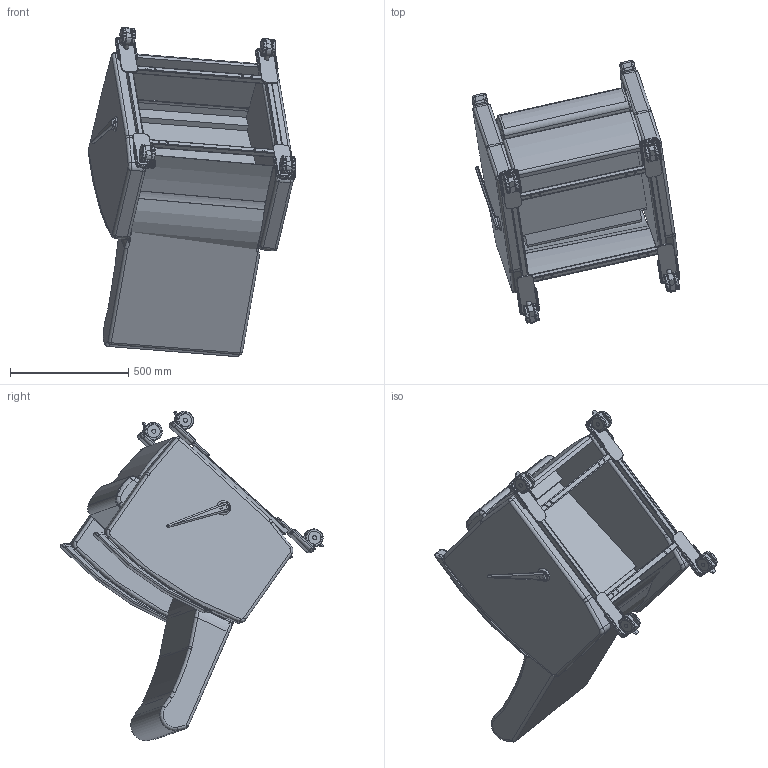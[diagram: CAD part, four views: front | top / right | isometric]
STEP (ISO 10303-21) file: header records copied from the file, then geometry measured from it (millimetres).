
FILE_DESCRIPTION(/* description */ (''),/* implementation_level */ '2;1');
FILE_NAME(/* name */ 'K1307J.stp',/* time_stamp */ '2017-09-27T16:49:22-04:00',/* author */ ('emehringer'),/* organization */ (''),/* preprocessor_version */ 'ST-DEVELOPER v16.5',/* originating_system */ 'Autodesk Inventor 2017',/* authorisation */ '');
FILE_SCHEMA (('AUTOMOTIVE_DESIGN { 1 0 10303 214 3 1 1 }'));
Length unit declared in the file: inch
Products named in the file (17): K1307U-W (SYMBOL); HANDLE 3/4 BLK; PLATFORM 1309-1 (generic); UBASE E1304 (CABLE LEVER); OD1305 UBACK; USEAT 1304; OD1305 UKO; CASTER BOOT BLK; CAST COL 3"LC; CAST COL LOCK; CAST COL 3IN CENTER; CAST COL 3IN WHEEL; CAST COL 3IN INNER WHEEL; MAC R1010; MAC R1010_1; MAC R1010 (metal); H1010 UBACK COVER
Assembly tree (25 placements, depth 3):
  K1307U-W (SYMBOL)
    HANDLE 3/4 BLK
    PLATFORM 1309-1 (generic)
    UBASE E1304 (CABLE LEVER)
    OD1305 UBACK
    USEAT 1304
    OD1305 UKO
    CASTER BOOT BLK  x4
    CAST COL 3"LC  x4
      CAST COL 3IN WHEEL
      CAST COL LOCK
      CAST COL 3IN CENTER
      CAST COL 3IN INNER WHEEL
    MAC R1010  x2
      MAC R1010_1
      MAC R1010 (metal)
    H1010 UBACK COVER
Bounding box: 878.56 x 1112.41 x 1390.95 mm (x, y, z)
Volume: 152888349.5 mm3; surface area: 5817161.3 mm2
Topology: 40 solids, 40 shells, 1130 faces, 2678 edges, 1619 vertices
Faces by surface type: cylinder 440, plane 358, torus 184, bspline 91, sphere 56, cone 1
Full cylindrical faces by diameter (mm): 3.969 x8, 5.334 x1, 7.937 x4, 7.938 x4, 9.525 x8, 9.541 x1, 11.112 x8, 17.462 x4, 17.475 x4, 17.526 x8, 20.747 x4, 42.037 x1, 55.88 x8, 55.956 x8, 60.325 x1, 75.006 x8
Entity records: 23012 total; most frequent: CARTESIAN_POINT 6851, DIRECTION 3327, ORIENTED_EDGE 3166, EDGE_CURVE 1583, AXIS2_PLACEMENT_3D 1269, VERTEX_POINT 974, LINE 789, VECTOR 789
